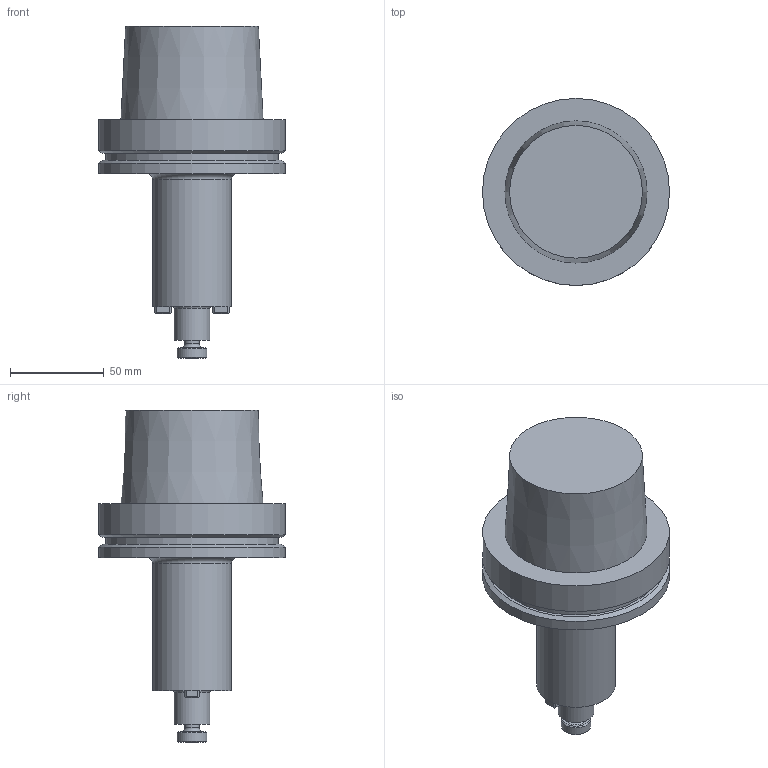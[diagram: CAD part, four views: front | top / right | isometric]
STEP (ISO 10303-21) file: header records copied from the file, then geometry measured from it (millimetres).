
FILE_DESCRIPTION(/* description */ (''),/* implementation_level */ '2;1');
FILE_NAME(/* name */ 'TOOLCOMP_1.STP',/* time_stamp */ '2022-11-10T12:21:27+01:00',/* author */ (''),/* organization */ ('SMS'),/* preprocessor_version */ 'ST-DEVELOPER v16.7',/* originating_system */ 'SIEMENS PLM Software NX 12.0',/* authorisation */ '');
FILE_SCHEMA (('AUTOMOTIVE_DESIGN { 1 0 10303 214 3 1 1 1 }'));
Length unit declared in the file: millimetre
Products named in the file (2): NOCUT_COMP20221110121950; TOOLCOMP_1
Assembly tree (1 placements, depth 2):
  TOOLCOMP_1
    NOCUT_COMP20221110121950
Bounding box: 100 x 100 x 177.5 mm (x, y, z)
Volume: 1079114.8 mm3; surface area: 97826.8 mm2
Topology: 2 solids, 6 shells, 236 faces, 514 edges, 319 vertices
Faces by surface type: plane 146, cone 44, cylinder 32, torus 14
Full cylindrical faces by diameter (mm): 3 x4, 3.5 x4, 4.798 x2, 5.5 x4, 5.8 x4, 7.9 x2, 15.8 x2, 19.05 x2, 42 x2, 92 x2, 100 x4
Entity records: 6039 total; most frequent: CARTESIAN_POINT 1216, DIRECTION 994, ORIENTED_EDGE 832, EDGE_CURVE 416, AXIS2_PLACEMENT_3D 383, EDGE_LOOP 336, VERTEX_POINT 290, ADVANCED_FACE 236
